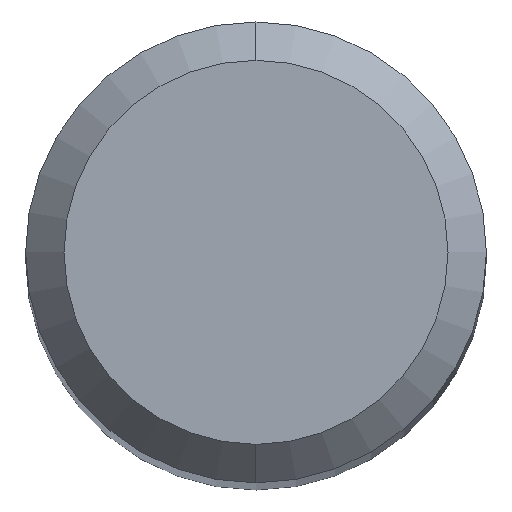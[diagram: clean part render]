
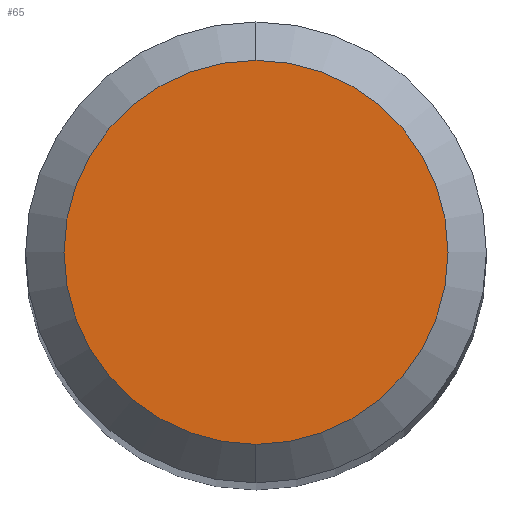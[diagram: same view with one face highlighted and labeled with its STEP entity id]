
A CAD part, top view. The second image highlights one B-rep face of the part: STEP entity #65.
In plain terms, the highlighted planar face has unit normal (0, 0, 1).
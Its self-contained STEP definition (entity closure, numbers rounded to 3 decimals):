
#65=ADVANCED_FACE('',(#144),#145,.T.);
#144=FACE_OUTER_BOUND('',#238,.T.);
#145=PLANE('',#239);
#238=EDGE_LOOP('',(#345,#346));
#239=AXIS2_PLACEMENT_3D('',#347,#348,#349);
#345=ORIENTED_EDGE('',*,*,#514,.F.);
#346=ORIENTED_EDGE('',*,*,#517,.F.);
#347=CARTESIAN_POINT('',(0.,0.833,35.95));
#348=DIRECTION('',(0.,0.0,1.0));
#349=DIRECTION('',(0.0,-1.0,0.0));
#514=EDGE_CURVE('',#613,#615,#616,.T.);
#517=EDGE_CURVE('',#615,#613,#619,.T.);
#613=VERTEX_POINT('',#719);
#615=VERTEX_POINT('',#722);
#616=CIRCLE('',#723,1.667);
#619=CIRCLE('',#727,1.667);
#719=CARTESIAN_POINT('',(0.,1.667,35.95));
#722=CARTESIAN_POINT('',(0.,-1.667,35.95));
#723=AXIS2_PLACEMENT_3D('',#821,#822,#823);
#727=AXIS2_PLACEMENT_3D('',#825,#826,#827);
#821=CARTESIAN_POINT('',(0.,0.0,35.95));
#822=DIRECTION('',(0.,0.0,-1.0));
#823=DIRECTION('',(0.0,1.0,0.0));
#825=CARTESIAN_POINT('',(0.,0.0,35.95));
#826=DIRECTION('',(0.,0.0,-1.0));
#827=DIRECTION('',(0.0,1.0,0.0));
